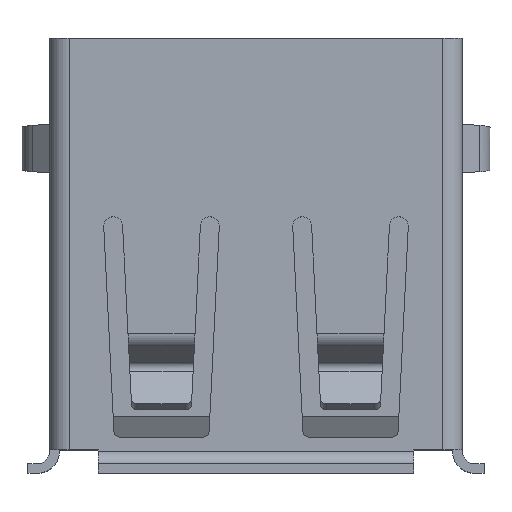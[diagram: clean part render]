
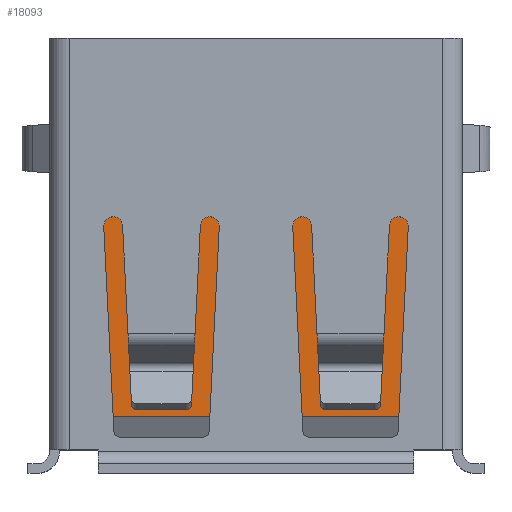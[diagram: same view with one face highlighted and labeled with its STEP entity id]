
A CAD part, top view. The second image highlights one B-rep face of the part: STEP entity #18093.
In plain terms, the highlighted planar face has unit normal (0, 0, 1).
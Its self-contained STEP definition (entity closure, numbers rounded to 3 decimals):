
#271 = ORIENTED_EDGE ( 'NONE', *, *, #13093, .T. ) ;
#274 = ORIENTED_EDGE ( 'NONE', *, *, #26433, .T. ) ;
#516 = VERTEX_POINT ( 'NONE', #23493 ) ;
#793 = EDGE_LOOP ( 'NONE', ( #271, #23390, #5612, #27913 ) ) ;
#821 = VERTEX_POINT ( 'NONE', #18650 ) ;
#917 = EDGE_CURVE ( 'NONE', #24334, #5742, #14452, .T. ) ;
#1610 = LINE ( 'NONE', #3595, #25334 ) ;
#1662 = DIRECTION ( 'NONE',  ( -1., 0., 0. ) ) ;
#1770 = VERTEX_POINT ( 'NONE', #4851 ) ;
#2215 = EDGE_CURVE ( 'NONE', #5661, #9785, #27834, .T. ) ;
#2236 = VERTEX_POINT ( 'NONE', #22480 ) ;
#2276 = ORIENTED_EDGE ( 'NONE', *, *, #25739, .T. ) ;
#2313 = ORIENTED_EDGE ( 'NONE', *, *, #19024, .T. ) ;
#2446 = CARTESIAN_POINT ( 'NONE',  ( 1.4, -3.68, -0.97 ) ) ;
#2481 = CARTESIAN_POINT ( 'NONE',  ( 4.031, -10.024, -0.97 ) ) ;
#2655 = DIRECTION ( 'NONE',  ( 1., 0., 0. ) ) ;
#3129 = EDGE_CURVE ( 'NONE', #516, #821, #13759, .T. ) ;
#3206 = CARTESIAN_POINT ( 'NONE',  ( 2.013, -10.907, -0.97 ) ) ;
#3230 = EDGE_LOOP ( 'NONE', ( #23521, #15679, #2313, #274 ) ) ;
#3436 = VERTEX_POINT ( 'NONE', #17265 ) ;
#3449 = EDGE_CURVE ( 'NONE', #1770, #26621, #10439, .T. ) ;
#3486 = VECTOR ( 'NONE', #2655, 1000. ) ;
#3543 = EDGE_CURVE ( 'NONE', #3926, #21664, #17306, .T. ) ;
#3595 = CARTESIAN_POINT ( 'NONE',  ( 4.91, -10.907, -0.97 ) ) ;
#3875 = VECTOR ( 'NONE', #5506, 1000. ) ;
#3926 = VERTEX_POINT ( 'NONE', #9476 ) ;
#4100 = CARTESIAN_POINT ( 'NONE',  ( 2.013, -10.907, -0.97 ) ) ;
#4112 = ORIENTED_EDGE ( 'NONE', *, *, #3129, .F. ) ;
#4230 = VERTEX_POINT ( 'NONE', #4100 ) ;
#4393 = CARTESIAN_POINT ( 'NONE',  ( -1.969, -10.024, -0.97 ) ) ;
#4547 = CARTESIAN_POINT ( 'NONE',  ( 4.91, -3.68, -0.97 ) ) ;
#4851 = CARTESIAN_POINT ( 'NONE',  ( -1.4, -3.68, -0.97 ) ) ;
#5130 = AXIS2_PLACEMENT_3D ( 'NONE', #4547, #20619, #6892 ) ;
#5506 = DIRECTION ( 'NONE',  ( -0.05, 0.999, 0. ) ) ;
#5612 = ORIENTED_EDGE ( 'NONE', *, *, #10829, .T. ) ;
#5661 = VERTEX_POINT ( 'NONE', #2481 ) ;
#5742 = VERTEX_POINT ( 'NONE', #18875 ) ;
#5956 = DIRECTION ( 'NONE',  ( 1., 0., 0. ) ) ;
#6745 = LINE ( 'NONE', #28102, #24331 ) ;
#6854 = LINE ( 'NONE', #19864, #22312 ) ;
#6892 = DIRECTION ( 'NONE',  ( 1., 0., 0. ) ) ;
#7497 = LINE ( 'NONE', #8112, #19018 ) ;
#7578 = CARTESIAN_POINT ( 'NONE',  ( 4.91, -11.994, -0.97 ) ) ;
#7835 = EDGE_LOOP ( 'NONE', ( #25420, #20994, #28972, #28901, #26905, #10093, #21995, #16589, #2276, #4112 ) ) ;
#8112 = CARTESIAN_POINT ( 'NONE',  ( -1.969, -10.024, -0.97 ) ) ;
#8679 = DIRECTION ( 'NONE',  ( 1., 0., 0. ) ) ;
#8887 = LINE ( 'NONE', #25571, #3486 ) ;
#8975 = VECTOR ( 'NONE', #27268, 1000. ) ;
#9328 = CARTESIAN_POINT ( 'NONE',  ( 1.969, -10.024, -0.97 ) ) ;
#9476 = CARTESIAN_POINT ( 'NONE',  ( -1.4, -4.28, -0.97 ) ) ;
#9785 = VERTEX_POINT ( 'NONE', #12368 ) ;
#9909 = DIRECTION ( 'NONE',  ( 0., -1., 0. ) ) ;
#10093 = ORIENTED_EDGE ( 'NONE', *, *, #14945, .T. ) ;
#10348 = FACE_BOUND ( 'NONE', #3230, .T. ) ;
#10439 = LINE ( 'NONE', #16744, #22690 ) ;
#10703 = LINE ( 'NONE', #3206, #3875 ) ;
#10739 = CARTESIAN_POINT ( 'NONE',  ( 1.4, -3.68, -0.97 ) ) ;
#10772 = DIRECTION ( 'NONE',  ( -0.707, 0.707, 0. ) ) ;
#10829 = EDGE_CURVE ( 'NONE', #2236, #19122, #26054, .T. ) ;
#10837 = CARTESIAN_POINT ( 'NONE',  ( -3.987, -10.907, -0.97 ) ) ;
#11201 = CARTESIAN_POINT ( 'NONE',  ( 4.91, -3.68, -0.97 ) ) ;
#12235 = CARTESIAN_POINT ( 'NONE',  ( -1.4, -3.68, -0.97 ) ) ;
#12368 = CARTESIAN_POINT ( 'NONE',  ( 3.987, -10.907, -0.97 ) ) ;
#13093 = EDGE_CURVE ( 'NONE', #3436, #22406, #8887, .T. ) ;
#13513 = VERTEX_POINT ( 'NONE', #26832 ) ;
#13759 = LINE ( 'NONE', #22113, #19848 ) ;
#13762 = VECTOR ( 'NONE', #16925, 1000. ) ;
#13773 = CARTESIAN_POINT ( 'NONE',  ( 4.91, -10.907, -0.97 ) ) ;
#13823 = LINE ( 'NONE', #2446, #19928 ) ;
#14452 = LINE ( 'NONE', #16598, #13762 ) ;
#14945 = EDGE_CURVE ( 'NONE', #21664, #24334, #24169, .T. ) ;
#15563 = DIRECTION ( 'NONE',  ( -0.707, -0.707, 0. ) ) ;
#15620 = VECTOR ( 'NONE', #10772, 1000. ) ;
#15663 = CARTESIAN_POINT ( 'NONE',  ( -1.4, -4.28, -0.97 ) ) ;
#15679 = ORIENTED_EDGE ( 'NONE', *, *, #2215, .T. ) ;
#16101 = EDGE_CURVE ( 'NONE', #22406, #2236, #7497, .T. ) ;
#16309 = VECTOR ( 'NONE', #8679, 1000. ) ;
#16454 = FACE_BOUND ( 'NONE', #793, .T. ) ;
#16589 = ORIENTED_EDGE ( 'NONE', *, *, #25647, .T. ) ;
#16598 = CARTESIAN_POINT ( 'NONE',  ( -4.91, -3.68, -0.97 ) ) ;
#16744 = CARTESIAN_POINT ( 'NONE',  ( -1.4, -3.68, -0.97 ) ) ;
#16925 = DIRECTION ( 'NONE',  ( 0., -1., 0. ) ) ;
#17265 = CARTESIAN_POINT ( 'NONE',  ( -4.031, -10.024, -0.97 ) ) ;
#17300 = DIRECTION ( 'NONE',  ( 1., 0., 0. ) ) ;
#17306 = LINE ( 'NONE', #15663, #28799 ) ;
#17370 = LINE ( 'NONE', #12235, #28860 ) ;
#18093 = ADVANCED_FACE ( 'NONE', ( #28680, #16454, #10348 ), #25170, .T. ) ;
#18650 = CARTESIAN_POINT ( 'NONE',  ( 4.91, -4.48, -0.97 ) ) ;
#18818 = VECTOR ( 'NONE', #1662, 1000. ) ;
#18875 = CARTESIAN_POINT ( 'NONE',  ( -4.91, -11.994, -0.97 ) ) ;
#19018 = VECTOR ( 'NONE', #19777, 1000. ) ;
#19024 = EDGE_CURVE ( 'NONE', #9785, #4230, #1610, .T. ) ;
#19122 = VERTEX_POINT ( 'NONE', #10837 ) ;
#19687 = DIRECTION ( 'NONE',  ( -1., 0., 0. ) ) ;
#19777 = DIRECTION ( 'NONE',  ( -0.05, -0.999, 0. ) ) ;
#19808 = EDGE_CURVE ( 'NONE', #1770, #3926, #17370, .T. ) ;
#19848 = VECTOR ( 'NONE', #21721, 1000. ) ;
#19864 = CARTESIAN_POINT ( 'NONE',  ( 4.91, -11.994, -0.97 ) ) ;
#19928 = VECTOR ( 'NONE', #20928, 1000. ) ;
#19970 = VECTOR ( 'NONE', #25598, 1000. ) ;
#20619 = DIRECTION ( 'NONE',  ( 0., 0., 1. ) ) ;
#20928 = DIRECTION ( 'NONE',  ( 0., 1., 0. ) ) ;
#20994 = ORIENTED_EDGE ( 'NONE', *, *, #27532, .T. ) ;
#21501 = EDGE_CURVE ( 'NONE', #19122, #3436, #6745, .T. ) ;
#21664 = VERTEX_POINT ( 'NONE', #24143 ) ;
#21716 = VECTOR ( 'NONE', #29782, 1000. ) ;
#21721 = DIRECTION ( 'NONE',  ( 1., 0., 0. ) ) ;
#21801 = CARTESIAN_POINT ( 'NONE',  ( 4.031, -10.024, -0.97 ) ) ;
#21995 = ORIENTED_EDGE ( 'NONE', *, *, #917, .T. ) ;
#22113 = CARTESIAN_POINT ( 'NONE',  ( 1.6, -4.48, -0.97 ) ) ;
#22312 = VECTOR ( 'NONE', #5956, 1000. ) ;
#22406 = VERTEX_POINT ( 'NONE', #4393 ) ;
#22460 = LINE ( 'NONE', #26835, #15620 ) ;
#22480 = CARTESIAN_POINT ( 'NONE',  ( -2.013, -10.907, -0.97 ) ) ;
#22690 = VECTOR ( 'NONE', #17300, 1000. ) ;
#23390 = ORIENTED_EDGE ( 'NONE', *, *, #16101, .T. ) ;
#23493 = CARTESIAN_POINT ( 'NONE',  ( 1.6, -4.48, -0.97 ) ) ;
#23521 = ORIENTED_EDGE ( 'NONE', *, *, #27636, .T. ) ;
#24143 = CARTESIAN_POINT ( 'NONE',  ( -1.6, -4.48, -0.97 ) ) ;
#24169 = LINE ( 'NONE', #29164, #18818 ) ;
#24331 = VECTOR ( 'NONE', #27992, 1000. ) ;
#24334 = VERTEX_POINT ( 'NONE', #26556 ) ;
#24738 = CARTESIAN_POINT ( 'NONE',  ( 4.91, -10.024, -0.97 ) ) ;
#25170 = PLANE ( 'NONE',  #5130 ) ;
#25334 = VECTOR ( 'NONE', #19687, 1000. ) ;
#25420 = ORIENTED_EDGE ( 'NONE', *, *, #29198, .T. ) ;
#25571 = CARTESIAN_POINT ( 'NONE',  ( 4.91, -10.024, -0.97 ) ) ;
#25598 = DIRECTION ( 'NONE',  ( -1., 0., 0. ) ) ;
#25647 = EDGE_CURVE ( 'NONE', #5742, #28975, #6854, .T. ) ;
#25739 = EDGE_CURVE ( 'NONE', #28975, #821, #26579, .T. ) ;
#26054 = LINE ( 'NONE', #13773, #19970 ) ;
#26433 = EDGE_CURVE ( 'NONE', #4230, #28301, #10703, .T. ) ;
#26556 = CARTESIAN_POINT ( 'NONE',  ( -4.91, -4.48, -0.97 ) ) ;
#26579 = LINE ( 'NONE', #11201, #8975 ) ;
#26621 = VERTEX_POINT ( 'NONE', #10739 ) ;
#26832 = CARTESIAN_POINT ( 'NONE',  ( 1.4, -4.28, -0.97 ) ) ;
#26835 = CARTESIAN_POINT ( 'NONE',  ( 1.6, -4.48, -0.97 ) ) ;
#26905 = ORIENTED_EDGE ( 'NONE', *, *, #3543, .T. ) ;
#27268 = DIRECTION ( 'NONE',  ( 0., 1., 0. ) ) ;
#27532 = EDGE_CURVE ( 'NONE', #13513, #26621, #13823, .T. ) ;
#27636 = EDGE_CURVE ( 'NONE', #28301, #5661, #28546, .T. ) ;
#27834 = LINE ( 'NONE', #21801, #21716 ) ;
#27913 = ORIENTED_EDGE ( 'NONE', *, *, #21501, .T. ) ;
#27992 = DIRECTION ( 'NONE',  ( -0.05, 0.999, 0. ) ) ;
#28102 = CARTESIAN_POINT ( 'NONE',  ( -3.987, -10.907, -0.97 ) ) ;
#28301 = VERTEX_POINT ( 'NONE', #9328 ) ;
#28546 = LINE ( 'NONE', #24738, #16309 ) ;
#28680 = FACE_OUTER_BOUND ( 'NONE', #7835, .T. ) ;
#28799 = VECTOR ( 'NONE', #15563, 1000. ) ;
#28860 = VECTOR ( 'NONE', #9909, 1000. ) ;
#28901 = ORIENTED_EDGE ( 'NONE', *, *, #19808, .T. ) ;
#28972 = ORIENTED_EDGE ( 'NONE', *, *, #3449, .F. ) ;
#28975 = VERTEX_POINT ( 'NONE', #7578 ) ;
#29164 = CARTESIAN_POINT ( 'NONE',  ( 4.91, -4.48, -0.97 ) ) ;
#29198 = EDGE_CURVE ( 'NONE', #516, #13513, #22460, .T. ) ;
#29782 = DIRECTION ( 'NONE',  ( -0.05, -0.999, 0. ) ) ;
